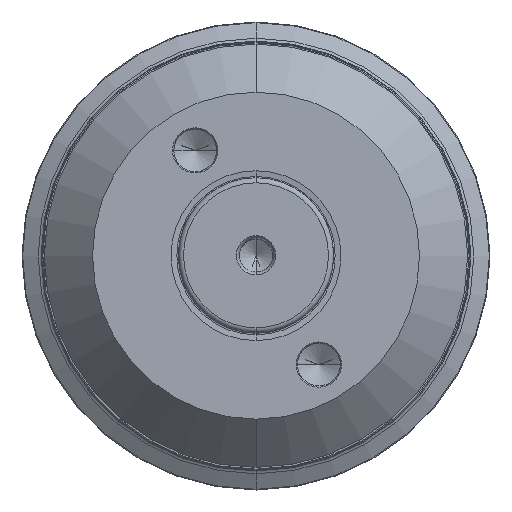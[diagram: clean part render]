
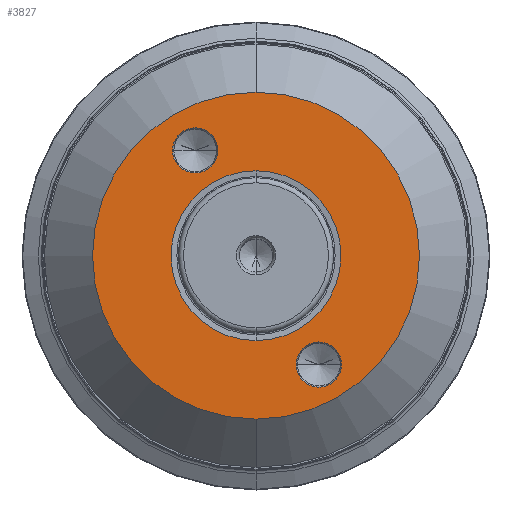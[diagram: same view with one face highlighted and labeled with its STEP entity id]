
A CAD part, top view. The second image highlights one B-rep face of the part: STEP entity #3827.
In plain terms, the highlighted face is planar.
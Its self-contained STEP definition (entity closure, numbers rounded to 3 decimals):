
#1950=CARTESIAN_POINT('',(0.,0.,0.));
#1951=DIRECTION('',(0.,0.,-1.));
#1952=DIRECTION('',(0.,1.,0.));
#1953=AXIS2_PLACEMENT_3D('',#1950,#1951,#1952);
#1958=CARTESIAN_POINT('',(0.,0.,0.));
#1959=DIRECTION('',(0.,0.,-1.));
#1960=DIRECTION('',(0.,-1.,0.));
#1961=AXIS2_PLACEMENT_3D('',#1958,#1959,#1960);
#1966=CARTESIAN_POINT('',(14.5,25.115,0.));
#1967=DIRECTION('',(0.,0.,1.));
#1968=DIRECTION('',(-1.,0.,0.));
#1969=AXIS2_PLACEMENT_3D('',#1966,#1967,#1968);
#1974=CARTESIAN_POINT('',(14.5,25.115,0.));
#1975=DIRECTION('',(0.,0.,1.));
#1976=DIRECTION('',(1.,0.,0.));
#1977=AXIS2_PLACEMENT_3D('',#1974,#1975,#1976);
#1982=CARTESIAN_POINT('',(-15.,-25.981,0.));
#1983=DIRECTION('',(0.,0.,1.));
#1984=DIRECTION('',(-1.,0.,0.));
#1985=AXIS2_PLACEMENT_3D('',#1982,#1983,#1984);
#1990=CARTESIAN_POINT('',(-15.,-25.981,0.));
#1991=DIRECTION('',(0.,0.,1.));
#1992=DIRECTION('',(1.,0.,0.));
#1993=AXIS2_PLACEMENT_3D('',#1990,#1991,#1992);
#2012=CARTESIAN_POINT('',(0.,0.,0.));
#2013=DIRECTION('',(0.,0.,1.));
#2014=DIRECTION('',(0.,1.,0.));
#2015=AXIS2_PLACEMENT_3D('',#2012,#2013,#2014);
#2020=CARTESIAN_POINT('',(0.,0.,0.));
#2021=DIRECTION('',(0.,0.,1.));
#2022=DIRECTION('',(0.,-1.,0.));
#2023=AXIS2_PLACEMENT_3D('',#2020,#2021,#2022);
#2620=CARTESIAN_POINT('',(0.,39.,0.));
#2622=VERTEX_POINT('',#2620);
#2631=CARTESIAN_POINT('',(0.,-39.,0.));
#2633=VERTEX_POINT('',#2631);
#2653=CARTESIAN_POINT('',(0.,20.265,0.));
#2654=VERTEX_POINT('',#2653);
#2657=CARTESIAN_POINT('',(0.,-20.265,0.));
#2658=VERTEX_POINT('',#2657);
#2677=CARTESIAN_POINT('',(9.111,25.115,0.));
#2678=VERTEX_POINT('',#2677);
#2679=CARTESIAN_POINT('',(19.889,25.115,0.));
#2680=VERTEX_POINT('',#2679);
#2691=CARTESIAN_POINT('',(-20.389,-25.981,0.));
#2692=VERTEX_POINT('',#2691);
#2693=CARTESIAN_POINT('',(-9.611,-25.981,0.));
#2694=VERTEX_POINT('',#2693);
#3800=CARTESIAN_POINT('',(0.,0.,0.));
#3801=DIRECTION('',(0.,0.,-1.));
#3802=DIRECTION('',(0.,-1.,0.));
#3803=AXIS2_PLACEMENT_3D('',#3800,#3801,#3802);
#3804=PLANE('',#3803);
#3806=ORIENTED_EDGE('',*,*,#3805,.T.);
#3808=ORIENTED_EDGE('',*,*,#3807,.T.);
#3809=EDGE_LOOP('',(#3806,#3808));
#3810=FACE_OUTER_BOUND('',#3809,.F.);
#3811=ORIENTED_EDGE('',*,*,#3795,.T.);
#3812=ORIENTED_EDGE('',*,*,#3779,.T.);
#3813=EDGE_LOOP('',(#3811,#3812));
#3814=FACE_BOUND('',#3813,.F.);
#3816=ORIENTED_EDGE('',*,*,#3815,.F.);
#3818=ORIENTED_EDGE('',*,*,#3817,.F.);
#3819=EDGE_LOOP('',(#3816,#3818));
#3820=FACE_BOUND('',#3819,.F.);
#3822=ORIENTED_EDGE('',*,*,#3821,.F.);
#3824=ORIENTED_EDGE('',*,*,#3823,.F.);
#3825=EDGE_LOOP('',(#3822,#3824));
#3826=FACE_BOUND('',#3825,.F.);
#1954=CIRCLE('',#1953,20.265);
#1962=CIRCLE('',#1961,20.265);
#1970=CIRCLE('',#1969,5.389);
#1978=CIRCLE('',#1977,5.389);
#1986=CIRCLE('',#1985,5.389);
#1994=CIRCLE('',#1993,5.389);
#2016=CIRCLE('',#2015,39.);
#2024=CIRCLE('',#2023,39.);
#3779=EDGE_CURVE('',#2658,#2654,#1962,.T.);
#3795=EDGE_CURVE('',#2654,#2658,#1954,.T.);
#3805=EDGE_CURVE('',#2622,#2633,#2016,.T.);
#3807=EDGE_CURVE('',#2633,#2622,#2024,.T.);
#3815=EDGE_CURVE('',#2678,#2680,#1970,.T.);
#3817=EDGE_CURVE('',#2680,#2678,#1978,.T.);
#3821=EDGE_CURVE('',#2692,#2694,#1986,.T.);
#3823=EDGE_CURVE('',#2694,#2692,#1994,.T.);
#3827=ADVANCED_FACE('',(#3810,#3814,#3820,#3826),#3804,.T.);
